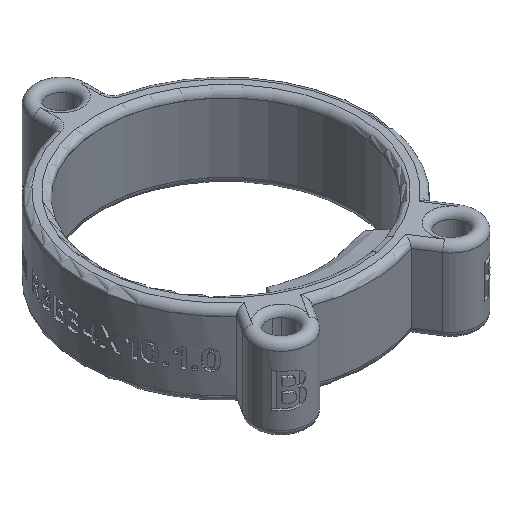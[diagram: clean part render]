
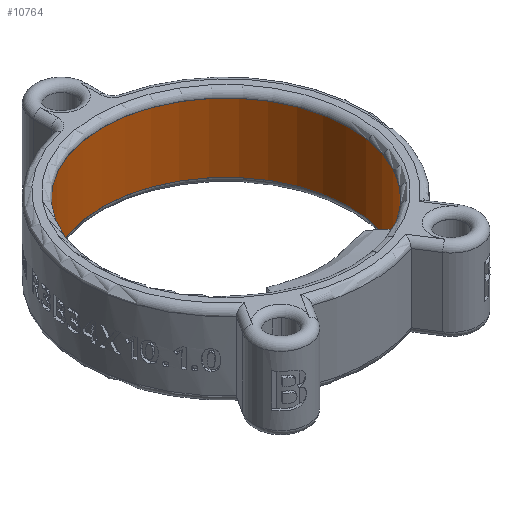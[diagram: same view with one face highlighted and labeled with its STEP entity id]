
A CAD part, isometric view. The second image highlights one B-rep face of the part: STEP entity #10764.
In plain terms, the highlighted cylindrical face has radius 18 mm (diameter 36 mm), a partial arc.
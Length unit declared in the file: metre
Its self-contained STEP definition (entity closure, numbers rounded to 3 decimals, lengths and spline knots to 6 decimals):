
#374=CYLINDRICAL_SURFACE('',#11458,0.018);
#1128=LINE('',#14646,#1887);
#1129=LINE('',#14647,#1888);
#1887=VECTOR('',#12301,1.);
#1888=VECTOR('',#12302,1.);
#2730=ORIENTED_EDGE('',*,*,#6078,.T.);
#2731=ORIENTED_EDGE('',*,*,#6099,.T.);
#2732=ORIENTED_EDGE('',*,*,#6086,.F.);
#2733=ORIENTED_EDGE('',*,*,#6100,.F.);
#6078=EDGE_CURVE('',#7772,#7771,#8879,.T.);
#6086=EDGE_CURVE('',#7778,#7780,#8883,.T.);
#6099=EDGE_CURVE('',#7771,#7780,#1128,.T.);
#6100=EDGE_CURVE('',#7772,#7778,#1129,.T.);
#7771=VERTEX_POINT('',#14603);
#7772=VERTEX_POINT('',#14605);
#7778=VERTEX_POINT('',#14619);
#7780=VERTEX_POINT('',#14622);
#8879=CIRCLE('',#11446,0.018);
#8883=CIRCLE('',#11451,0.018);
#9152=EDGE_LOOP('',(#2730,#2731,#2732,#2733));
#9840=FACE_BOUND('',#9152,.T.);
#10764=ADVANCED_FACE('',(#9840),#374,.F.);
#11446=AXIS2_PLACEMENT_3D('',#14604,#12264,#12265);
#11451=AXIS2_PLACEMENT_3D('',#14621,#12278,#12279);
#11458=AXIS2_PLACEMENT_3D('',#14645,#12299,#12300);
#12264=DIRECTION('',(0.,0.,1.));
#12265=DIRECTION('',(1.,0.,0.));
#12278=DIRECTION('',(0.,0.,1.));
#12279=DIRECTION('',(1.,0.,0.));
#12299=DIRECTION('',(0.,0.,-1.));
#12300=DIRECTION('',(-1.,0.,0.));
#12301=DIRECTION('',(0.,0.,-1.));
#12302=DIRECTION('',(0.,0.,-1.));
#14603=CARTESIAN_POINT('',(-0.009671,-0.015181,0.005));
#14604=CARTESIAN_POINT('',(0.,0.,0.005));
#14605=CARTESIAN_POINT('',(0.009671,-0.015181,0.005));
#14619=CARTESIAN_POINT('',(0.009671,-0.015181,-0.005));
#14621=CARTESIAN_POINT('',(0.,0.,-0.005));
#14622=CARTESIAN_POINT('',(-0.009671,-0.015181,-0.005));
#14645=CARTESIAN_POINT('',(0.,0.,0.005));
#14646=CARTESIAN_POINT('',(-0.009671,-0.015181,0.006002));
#14647=CARTESIAN_POINT('',(0.009671,-0.015181,0.006002));
